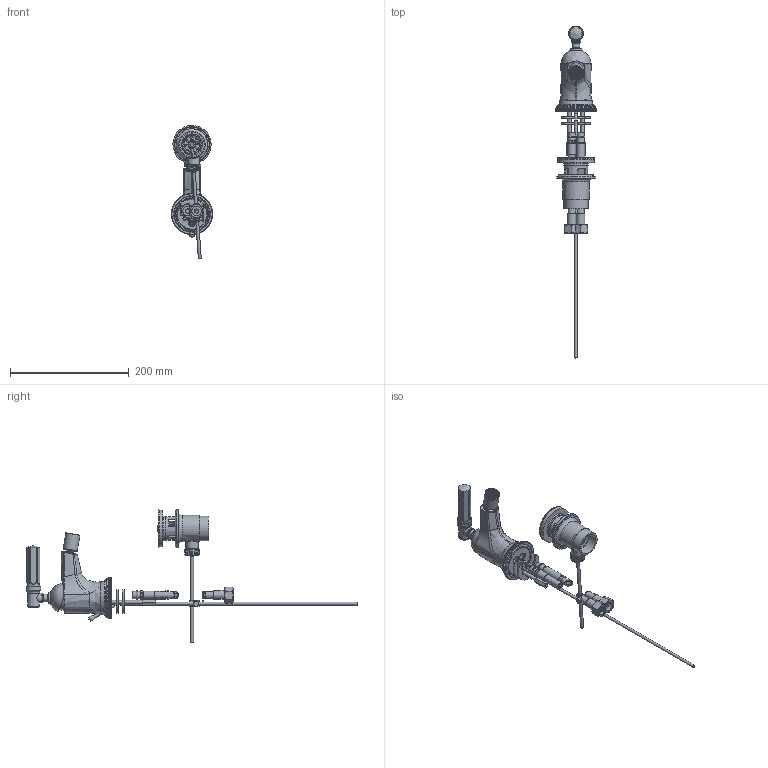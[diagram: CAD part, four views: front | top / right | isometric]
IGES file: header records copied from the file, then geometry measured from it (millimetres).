
Global section: file name: V6K19L; native system: Autodesk Inventor 2014; preprocessor: unknown; author: adaniels; date: 20131126.102738; units: millimetre
Bounding box: 68.99 x 558.35 x 223.83 mm (x, y, z)
Volume: 360836.2 mm3; surface area: 216838.1 mm2
Topology: 47 solids, 51 shells, 3260 faces, 8585 edges, 5688 vertices
Faces by surface type: bspline 3260
